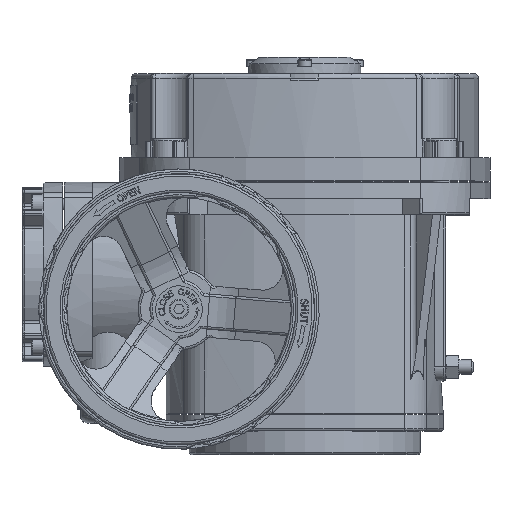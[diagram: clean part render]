
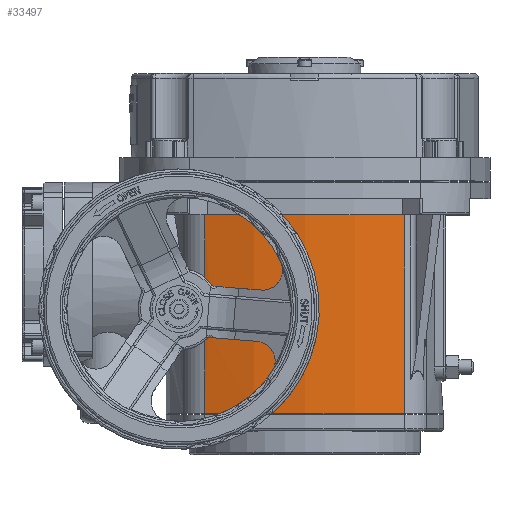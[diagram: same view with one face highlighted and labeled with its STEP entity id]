
A CAD part, top view. The second image highlights one B-rep face of the part: STEP entity #33497.
In plain terms, the highlighted cylindrical face has radius 130 mm (diameter 260 mm), a partial arc.
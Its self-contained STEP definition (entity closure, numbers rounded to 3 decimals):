
#690=B_SPLINE_CURVE_WITH_KNOTS('',3,(#48354,#48355,#48356,#48357,#48358,
#48359,#48360,#48361,#48362,#48363),.UNSPECIFIED.,.F.,.F.,(4,2,2,2,4),(0.,
0.075,0.15,0.23,0.31),
 .UNSPECIFIED.);
#691=B_SPLINE_CURVE_WITH_KNOTS('',3,(#48401,#48402,#48403,#48404,#48405,
#48406,#48407,#48408,#48409,#48410),.UNSPECIFIED.,.F.,.F.,(4,2,2,2,4),(-0.31,
-0.23,-0.15,-0.075,0.),
 .UNSPECIFIED.);
#2095=LINE('',#48397,#4296);
#3121=LINE('',#62424,#5322);
#3172=LINE('',#62837,#5373);
#3173=LINE('',#62839,#5374);
#4296=VECTOR('',#39347,10.);
#5322=VECTOR('',#43137,10.);
#5373=VECTOR('',#43468,10.);
#5374=VECTOR('',#43471,10.);
#6557=CYLINDRICAL_SURFACE('',#36582,130.);
#7854=FACE_OUTER_BOUND('',#9798,.T.);
#9798=EDGE_LOOP('',(#26200,#26201,#26202,#26203,#26204,#26205,#26206,#26207,
#26208,#26209));
#10641=CIRCLE('',#34527,130.);
#11660=CIRCLE('',#36431,130.);
#11661=CIRCLE('',#36433,130.);
#11705=CIRCLE('',#36576,130.);
#12345=VERTEX_POINT('',#46949);
#12346=VERTEX_POINT('',#46951);
#12776=VERTEX_POINT('',#48351);
#12777=VERTEX_POINT('',#48353);
#12792=VERTEX_POINT('',#48396);
#12793=VERTEX_POINT('',#48400);
#14129=VERTEX_POINT('',#62325);
#14130=VERTEX_POINT('',#62329);
#14192=VERTEX_POINT('',#62826);
#14193=VERTEX_POINT('',#62828);
#15464=EDGE_CURVE('',#12345,#12346,#10641,.T.);
#16075=EDGE_CURVE('',#12776,#12777,#690,.F.);
#16092=EDGE_CURVE('',#12792,#12777,#2095,.T.);
#16094=EDGE_CURVE('',#12792,#12793,#691,.F.);
#18233=EDGE_CURVE('',#12776,#14129,#11660,.T.);
#18234=EDGE_CURVE('',#14130,#12793,#11661,.T.);
#18253=EDGE_CURVE('',#14130,#12345,#3121,.T.);
#18358=EDGE_CURVE('',#14193,#14192,#11705,.T.);
#18362=EDGE_CURVE('',#14192,#12346,#3172,.T.);
#18363=EDGE_CURVE('',#14193,#14129,#3173,.T.);
#26200=ORIENTED_EDGE('',*,*,#18233,.T.);
#26201=ORIENTED_EDGE('',*,*,#18363,.F.);
#26202=ORIENTED_EDGE('',*,*,#18358,.T.);
#26203=ORIENTED_EDGE('',*,*,#18362,.T.);
#26204=ORIENTED_EDGE('',*,*,#15464,.F.);
#26205=ORIENTED_EDGE('',*,*,#18253,.F.);
#26206=ORIENTED_EDGE('',*,*,#18234,.T.);
#26207=ORIENTED_EDGE('',*,*,#16094,.F.);
#26208=ORIENTED_EDGE('',*,*,#16092,.T.);
#26209=ORIENTED_EDGE('',*,*,#16075,.F.);
#33497=ADVANCED_FACE('',(#7854),#6557,.T.);
#34527=AXIS2_PLACEMENT_3D('',#46952,#38034,#38035);
#36431=AXIS2_PLACEMENT_3D('',#62327,#43109,#43110);
#36433=AXIS2_PLACEMENT_3D('',#62330,#43113,#43114);
#36576=AXIS2_PLACEMENT_3D('',#62829,#43455,#43456);
#36582=AXIS2_PLACEMENT_3D('',#62838,#43469,#43470);
#38034=DIRECTION('center_axis',(0.,1.,0.));
#38035=DIRECTION('ref_axis',(-0.329,0.,0.944));
#39347=DIRECTION('',(0.,-1.,0.));
#43109=DIRECTION('center_axis',(0.,-1.,0.));
#43110=DIRECTION('ref_axis',(-0.329,0.,0.944));
#43113=DIRECTION('center_axis',(0.,1.,0.));
#43114=DIRECTION('ref_axis',(-0.329,0.,0.944));
#43137=DIRECTION('',(0.,1.,0.));
#43455=DIRECTION('center_axis',(0.,1.,0.));
#43456=DIRECTION('ref_axis',(-0.329,0.,0.944));
#43468=DIRECTION('',(0.,1.,0.));
#43469=DIRECTION('center_axis',(0.,1.,0.));
#43470=DIRECTION('ref_axis',(-0.329,0.,0.944));
#43471=DIRECTION('',(0.,1.,0.));
#46949=CARTESIAN_POINT('',(-42.817,102.5,52.039));
#46951=CARTESIAN_POINT('',(42.817,102.5,52.039));
#46952=CARTESIAN_POINT('Origin',(0.,102.5,-70.707));
#48351=CARTESIAN_POINT('',(-42.793,49.5,52.048));
#48353=CARTESIAN_POINT('',(-40.793,51.5,52.727));
#48354=CARTESIAN_POINT('Ctrl Pts',(-40.793,51.5,52.727));
#48355=CARTESIAN_POINT('Ctrl Pts',(-40.793,51.25,52.727));
#48356=CARTESIAN_POINT('Ctrl Pts',(-40.843,50.984,52.71));
#48357=CARTESIAN_POINT('Ctrl Pts',(-41.043,50.496,52.644));
#48358=CARTESIAN_POINT('Ctrl Pts',(-41.193,50.275,52.594));
#48359=CARTESIAN_POINT('Ctrl Pts',(-41.545,49.916,52.476));
#48360=CARTESIAN_POINT('Ctrl Pts',(-41.774,49.758,52.399));
#48361=CARTESIAN_POINT('Ctrl Pts',(-42.272,49.55,52.228));
#48362=CARTESIAN_POINT('Ctrl Pts',(-42.542,49.5,52.135));
#48363=CARTESIAN_POINT('Ctrl Pts',(-42.793,49.5,52.048));
#48396=CARTESIAN_POINT('',(-40.793,72.5,52.727));
#48397=CARTESIAN_POINT('',(-40.793,17.5,52.727));
#48400=CARTESIAN_POINT('',(-42.793,74.5,52.048));
#48401=CARTESIAN_POINT('Ctrl Pts',(-42.793,74.5,52.048));
#48402=CARTESIAN_POINT('Ctrl Pts',(-42.542,74.5,52.135));
#48403=CARTESIAN_POINT('Ctrl Pts',(-42.272,74.45,52.228));
#48404=CARTESIAN_POINT('Ctrl Pts',(-41.774,74.242,52.399));
#48405=CARTESIAN_POINT('Ctrl Pts',(-41.545,74.084,52.476));
#48406=CARTESIAN_POINT('Ctrl Pts',(-41.193,73.725,52.594));
#48407=CARTESIAN_POINT('Ctrl Pts',(-41.043,73.504,52.644));
#48408=CARTESIAN_POINT('Ctrl Pts',(-40.843,73.016,52.71));
#48409=CARTESIAN_POINT('Ctrl Pts',(-40.793,72.75,52.727));
#48410=CARTESIAN_POINT('Ctrl Pts',(-40.793,72.5,52.727));
#62325=CARTESIAN_POINT('',(-42.817,49.5,52.039));
#62327=CARTESIAN_POINT('Origin',(0.,49.5,-70.707));
#62329=CARTESIAN_POINT('',(-42.817,74.5,52.039));
#62330=CARTESIAN_POINT('Origin',(0.,74.5,-70.707));
#62424=CARTESIAN_POINT('',(-42.817,17.5,52.039));
#62826=CARTESIAN_POINT('',(42.817,17.5,52.039));
#62828=CARTESIAN_POINT('',(-42.817,17.5,52.039));
#62829=CARTESIAN_POINT('Origin',(0.,17.5,-70.707));
#62837=CARTESIAN_POINT('',(42.817,17.5,52.039));
#62838=CARTESIAN_POINT('Origin',(0.,17.5,-70.707));
#62839=CARTESIAN_POINT('',(-42.817,17.5,52.039));
